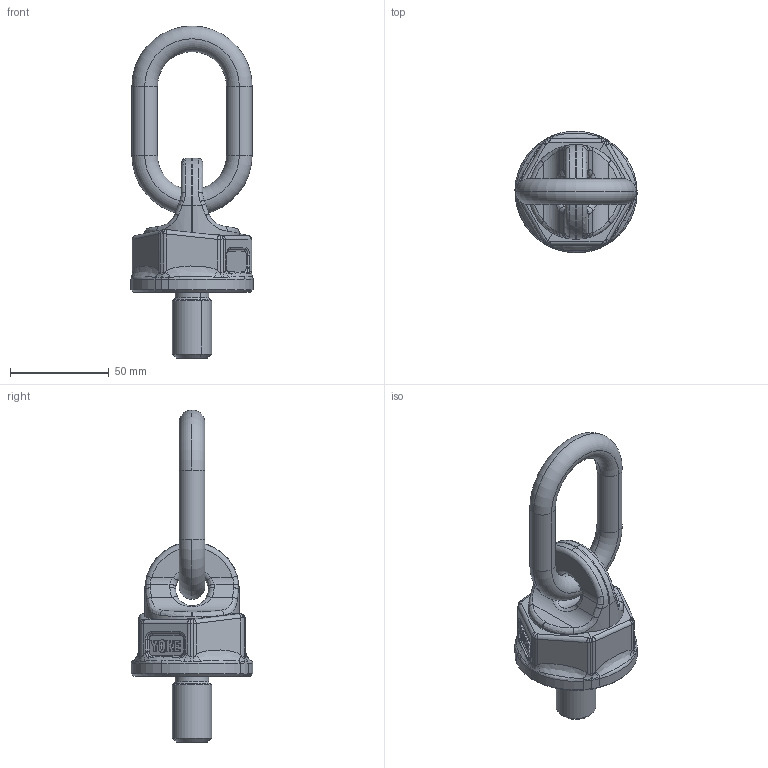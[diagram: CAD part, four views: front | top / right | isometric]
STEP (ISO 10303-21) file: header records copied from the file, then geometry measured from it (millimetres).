
FILE_DESCRIPTION(('CATIA V5 STEP Exchange'),'2;1');
FILE_NAME('8-272-020.stp','2017-06-16T07:39:50+00:00',('none'),('none'),'CATIA Version 5 Release 21 GA (IN-10)','CATIA V5 STEP AP203','none');
FILE_SCHEMA(('CONFIG_CONTROL_DESIGN'));
Length unit declared in the file: millimetre
Products named in the file (1): 8-272-020
Bounding box: 61.9 x 61.7 x 168.4 mm (x, y, z)
Volume: 139734.5 mm3; surface area: 25677.6 mm2
Topology: 2 solids, 2 shells, 388 faces, 975 edges, 594 vertices
Faces by surface type: plane 167, bspline 90, cylinder 75, torus 38, cone 14, revolution 4
Entity records: 16624 total; most frequent: CARTESIAN_POINT 8374, ORIENTED_EDGE 1950, DIRECTION 1215, EDGE_CURVE 975, VERTEX_POINT 594, VECTOR 514, LINE 514, AXIS2_PLACEMENT_3D 423
